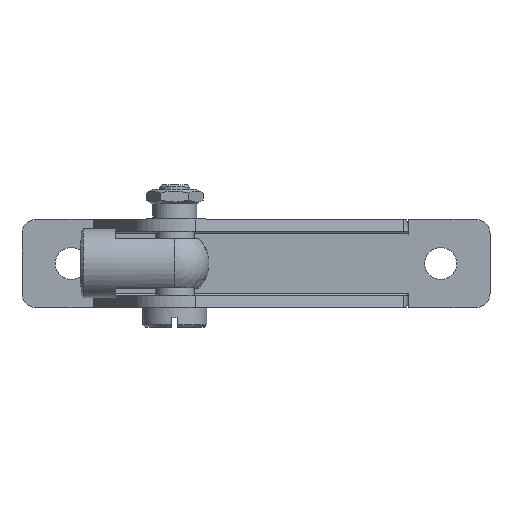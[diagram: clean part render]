
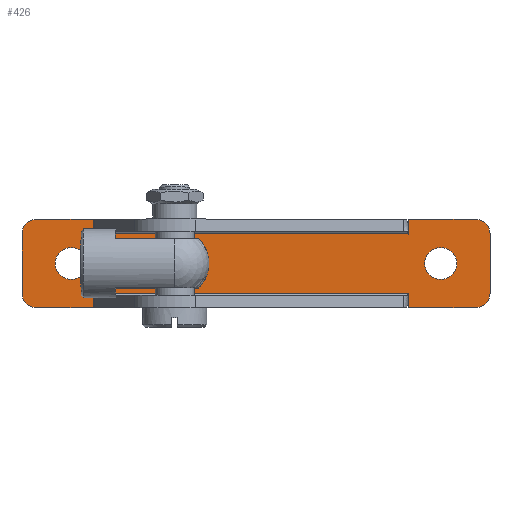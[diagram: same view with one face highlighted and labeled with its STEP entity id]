
A CAD part, top view. The second image highlights one B-rep face of the part: STEP entity #426.
In plain terms, the highlighted planar face has unit normal (0, 0, 1).
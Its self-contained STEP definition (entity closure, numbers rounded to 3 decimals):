
#74 = EDGE_CURVE('',#75,#77,#79,.T.);
#75 = VERTEX_POINT('',#76);
#76 = CARTESIAN_POINT('',(-27.,-1.,2.5));
#77 = VERTEX_POINT('',#78);
#78 = CARTESIAN_POINT('',(-30.,2.,2.5));
#79 = CIRCLE('',#80,3.);
#80 = AXIS2_PLACEMENT_3D('',#81,#82,#83);
#81 = CARTESIAN_POINT('',(-27.,2.,2.5));
#82 = DIRECTION('',(0.,0.,-1.));
#83 = DIRECTION('',(-0.707,-0.707,-0.));
#126 = VERTEX_POINT('',#127);
#127 = CARTESIAN_POINT('',(-13.463,-1.,2.5));
#133 = EDGE_CURVE('',#126,#75,#134,.T.);
#134 = LINE('',#135,#136);
#135 = CARTESIAN_POINT('',(65.,-1.,2.5));
#136 = VECTOR('',#137,1.);
#137 = DIRECTION('',(-1.,0.,0.));
#374 = EDGE_CURVE('',#375,#377,#379,.T.);
#375 = VERTEX_POINT('',#376);
#376 = CARTESIAN_POINT('',(-30.,14.,2.5));
#377 = VERTEX_POINT('',#378);
#378 = CARTESIAN_POINT('',(-27.,17.,2.5));
#379 = CIRCLE('',#380,3.);
#380 = AXIS2_PLACEMENT_3D('',#381,#382,#383);
#381 = CARTESIAN_POINT('',(-27.,14.,2.5));
#382 = DIRECTION('',(0.,0.,-1.));
#383 = DIRECTION('',(-0.707,0.707,0.));
#407 = EDGE_CURVE('',#408,#377,#410,.T.);
#408 = VERTEX_POINT('',#409);
#409 = CARTESIAN_POINT('',(-13.463,17.,2.5));
#410 = LINE('',#411,#412);
#411 = CARTESIAN_POINT('',(65.,17.,2.5));
#412 = VECTOR('',#413,1.);
#413 = DIRECTION('',(-1.,0.,0.));
#426 = ADVANCED_FACE('',(#427,#591,#602),#613,.T.);
#427 = FACE_BOUND('',#428,.T.);
#428 = EDGE_LOOP('',(#429,#430,#431,#439,#447,#455,#463,#471,#479,#487,
    #495,#504,#512,#521,#529,#537,#545,#553,#561,#569,#577,#583,#584,
    #585));
#429 = ORIENTED_EDGE('',*,*,#74,.F.);
#430 = ORIENTED_EDGE('',*,*,#133,.F.);
#431 = ORIENTED_EDGE('',*,*,#432,.T.);
#432 = EDGE_CURVE('',#126,#433,#435,.T.);
#433 = VERTEX_POINT('',#434);
#434 = CARTESIAN_POINT('',(-13.463,2.01,2.5));
#435 = LINE('',#436,#437);
#436 = CARTESIAN_POINT('',(-13.463,1.25,2.5));
#437 = VECTOR('',#438,1.);
#438 = DIRECTION('',(0.,1.,0.));
#439 = ORIENTED_EDGE('',*,*,#440,.T.);
#440 = EDGE_CURVE('',#433,#441,#443,.T.);
#441 = VERTEX_POINT('',#442);
#442 = CARTESIAN_POINT('',(-13.453,2.01,2.5));
#443 = LINE('',#444,#445);
#444 = CARTESIAN_POINT('',(2.019,2.01,2.5));
#445 = VECTOR('',#446,1.);
#446 = DIRECTION('',(1.,0.,0.));
#447 = ORIENTED_EDGE('',*,*,#448,.T.);
#448 = EDGE_CURVE('',#441,#449,#451,.T.);
#449 = VERTEX_POINT('',#450);
#450 = CARTESIAN_POINT('',(-13.453,2.,2.5));
#451 = LINE('',#452,#453);
#452 = CARTESIAN_POINT('',(-13.453,2.755,2.5));
#453 = VECTOR('',#454,1.);
#454 = DIRECTION('',(0.,-1.,0.));
#455 = ORIENTED_EDGE('',*,*,#456,.T.);
#456 = EDGE_CURVE('',#449,#457,#459,.T.);
#457 = VERTEX_POINT('',#458);
#458 = CARTESIAN_POINT('',(50.547,2.,2.5));
#459 = LINE('',#460,#461);
#460 = CARTESIAN_POINT('',(34.024,2.,2.5));
#461 = VECTOR('',#462,1.);
#462 = DIRECTION('',(1.,0.,0.));
#463 = ORIENTED_EDGE('',*,*,#464,.T.);
#464 = EDGE_CURVE('',#457,#465,#467,.T.);
#465 = VERTEX_POINT('',#466);
#466 = CARTESIAN_POINT('',(50.547,2.01,2.5));
#467 = LINE('',#468,#469);
#468 = CARTESIAN_POINT('',(50.547,1.25,2.5));
#469 = VECTOR('',#470,1.);
#470 = DIRECTION('',(0.,1.,0.));
#471 = ORIENTED_EDGE('',*,*,#472,.T.);
#472 = EDGE_CURVE('',#465,#473,#475,.T.);
#473 = VERTEX_POINT('',#474);
#474 = CARTESIAN_POINT('',(50.557,2.01,2.5));
#475 = LINE('',#476,#477);
#476 = CARTESIAN_POINT('',(34.024,2.01,2.5));
#477 = VECTOR('',#478,1.);
#478 = DIRECTION('',(1.,0.,0.));
#479 = ORIENTED_EDGE('',*,*,#480,.T.);
#480 = EDGE_CURVE('',#473,#481,#483,.T.);
#481 = VERTEX_POINT('',#482);
#482 = CARTESIAN_POINT('',(50.557,-1.,2.5));
#483 = LINE('',#484,#485);
#484 = CARTESIAN_POINT('',(50.557,2.755,2.5));
#485 = VECTOR('',#486,1.);
#486 = DIRECTION('',(0.,-1.,0.));
#487 = ORIENTED_EDGE('',*,*,#488,.F.);
#488 = EDGE_CURVE('',#489,#481,#491,.T.);
#489 = VERTEX_POINT('',#490);
#490 = CARTESIAN_POINT('',(62.,-1.,2.5));
#491 = LINE('',#492,#493);
#492 = CARTESIAN_POINT('',(65.,-1.,2.5));
#493 = VECTOR('',#494,1.);
#494 = DIRECTION('',(-1.,0.,0.));
#495 = ORIENTED_EDGE('',*,*,#496,.F.);
#496 = EDGE_CURVE('',#497,#489,#499,.T.);
#497 = VERTEX_POINT('',#498);
#498 = CARTESIAN_POINT('',(65.,2.,2.5));
#499 = CIRCLE('',#500,3.);
#500 = AXIS2_PLACEMENT_3D('',#501,#502,#503);
#501 = CARTESIAN_POINT('',(62.,2.,2.5));
#502 = DIRECTION('',(0.,0.,-1.));
#503 = DIRECTION('',(0.707,-0.707,0.));
#504 = ORIENTED_EDGE('',*,*,#505,.F.);
#505 = EDGE_CURVE('',#506,#497,#508,.T.);
#506 = VERTEX_POINT('',#507);
#507 = CARTESIAN_POINT('',(65.,14.,2.5));
#508 = LINE('',#509,#510);
#509 = CARTESIAN_POINT('',(65.,8.,2.5));
#510 = VECTOR('',#511,1.);
#511 = DIRECTION('',(0.,-1.,0.));
#512 = ORIENTED_EDGE('',*,*,#513,.F.);
#513 = EDGE_CURVE('',#514,#506,#516,.T.);
#514 = VERTEX_POINT('',#515);
#515 = CARTESIAN_POINT('',(62.,17.,2.5));
#516 = CIRCLE('',#517,3.);
#517 = AXIS2_PLACEMENT_3D('',#518,#519,#520);
#518 = CARTESIAN_POINT('',(62.,14.,2.5));
#519 = DIRECTION('',(0.,0.,-1.));
#520 = DIRECTION('',(0.707,0.707,0.));
#521 = ORIENTED_EDGE('',*,*,#522,.T.);
#522 = EDGE_CURVE('',#514,#523,#525,.T.);
#523 = VERTEX_POINT('',#524);
#524 = CARTESIAN_POINT('',(50.557,17.,2.5));
#525 = LINE('',#526,#527);
#526 = CARTESIAN_POINT('',(65.,17.,2.5));
#527 = VECTOR('',#528,1.);
#528 = DIRECTION('',(-1.,0.,0.));
#529 = ORIENTED_EDGE('',*,*,#530,.F.);
#530 = EDGE_CURVE('',#531,#523,#533,.T.);
#531 = VERTEX_POINT('',#532);
#532 = CARTESIAN_POINT('',(50.557,13.99,2.5));
#533 = LINE('',#534,#535);
#534 = CARTESIAN_POINT('',(50.557,13.245,2.5));
#535 = VECTOR('',#536,1.);
#536 = DIRECTION('',(0.,1.,0.));
#537 = ORIENTED_EDGE('',*,*,#538,.F.);
#538 = EDGE_CURVE('',#539,#531,#541,.T.);
#539 = VERTEX_POINT('',#540);
#540 = CARTESIAN_POINT('',(50.547,13.99,2.5));
#541 = LINE('',#542,#543);
#542 = CARTESIAN_POINT('',(34.024,13.99,2.5));
#543 = VECTOR('',#544,1.);
#544 = DIRECTION('',(1.,0.,0.));
#545 = ORIENTED_EDGE('',*,*,#546,.F.);
#546 = EDGE_CURVE('',#547,#539,#549,.T.);
#547 = VERTEX_POINT('',#548);
#548 = CARTESIAN_POINT('',(50.547,14.,2.5));
#549 = LINE('',#550,#551);
#550 = CARTESIAN_POINT('',(50.547,14.75,2.5));
#551 = VECTOR('',#552,1.);
#552 = DIRECTION('',(0.,-1.,0.));
#553 = ORIENTED_EDGE('',*,*,#554,.F.);
#554 = EDGE_CURVE('',#555,#547,#557,.T.);
#555 = VERTEX_POINT('',#556);
#556 = CARTESIAN_POINT('',(-13.453,14.,2.5));
#557 = LINE('',#558,#559);
#558 = CARTESIAN_POINT('',(34.024,14.,2.5));
#559 = VECTOR('',#560,1.);
#560 = DIRECTION('',(1.,0.,0.));
#561 = ORIENTED_EDGE('',*,*,#562,.F.);
#562 = EDGE_CURVE('',#563,#555,#565,.T.);
#563 = VERTEX_POINT('',#564);
#564 = CARTESIAN_POINT('',(-13.453,13.99,2.5));
#565 = LINE('',#566,#567);
#566 = CARTESIAN_POINT('',(-13.453,13.245,2.5));
#567 = VECTOR('',#568,1.);
#568 = DIRECTION('',(0.,1.,0.));
#569 = ORIENTED_EDGE('',*,*,#570,.F.);
#570 = EDGE_CURVE('',#571,#563,#573,.T.);
#571 = VERTEX_POINT('',#572);
#572 = CARTESIAN_POINT('',(-13.463,13.99,2.5));
#573 = LINE('',#574,#575);
#574 = CARTESIAN_POINT('',(2.019,13.99,2.5));
#575 = VECTOR('',#576,1.);
#576 = DIRECTION('',(1.,0.,0.));
#577 = ORIENTED_EDGE('',*,*,#578,.F.);
#578 = EDGE_CURVE('',#408,#571,#579,.T.);
#579 = LINE('',#580,#581);
#580 = CARTESIAN_POINT('',(-13.463,14.75,2.5));
#581 = VECTOR('',#582,1.);
#582 = DIRECTION('',(0.,-1.,0.));
#583 = ORIENTED_EDGE('',*,*,#407,.T.);
#584 = ORIENTED_EDGE('',*,*,#374,.F.);
#585 = ORIENTED_EDGE('',*,*,#586,.T.);
#586 = EDGE_CURVE('',#375,#77,#587,.T.);
#587 = LINE('',#588,#589);
#588 = CARTESIAN_POINT('',(-30.,17.,2.5));
#589 = VECTOR('',#590,1.);
#590 = DIRECTION('',(0.,-1.,0.));
#591 = FACE_BOUND('',#592,.T.);
#592 = EDGE_LOOP('',(#593));
#593 = ORIENTED_EDGE('',*,*,#594,.T.);
#594 = EDGE_CURVE('',#595,#595,#597,.T.);
#595 = VERTEX_POINT('',#596);
#596 = CARTESIAN_POINT('',(58.25,8.,2.5));
#597 = CIRCLE('',#598,3.25);
#598 = AXIS2_PLACEMENT_3D('',#599,#600,#601);
#599 = CARTESIAN_POINT('',(55.,8.,2.5));
#600 = DIRECTION('',(0.,0.,-1.));
#601 = DIRECTION('',(1.,0.,0.));
#602 = FACE_BOUND('',#603,.T.);
#603 = EDGE_LOOP('',(#604));
#604 = ORIENTED_EDGE('',*,*,#605,.T.);
#605 = EDGE_CURVE('',#606,#606,#608,.T.);
#606 = VERTEX_POINT('',#607);
#607 = CARTESIAN_POINT('',(-16.75,8.,2.5));
#608 = CIRCLE('',#609,3.25);
#609 = AXIS2_PLACEMENT_3D('',#610,#611,#612);
#610 = CARTESIAN_POINT('',(-20.,8.,2.5));
#611 = DIRECTION('',(0.,0.,-1.));
#612 = DIRECTION('',(1.,0.,0.));
#613 = PLANE('',#614);
#614 = AXIS2_PLACEMENT_3D('',#615,#616,#617);
#615 = CARTESIAN_POINT('',(17.5,3.5,2.5));
#616 = DIRECTION('',(0.,0.,1.));
#617 = DIRECTION('',(1.,0.,-0.));
